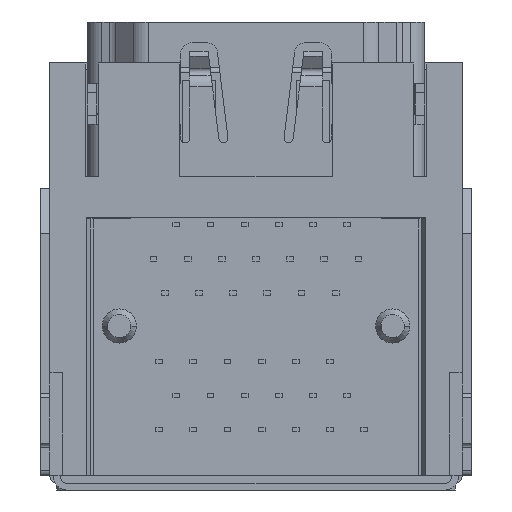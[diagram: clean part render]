
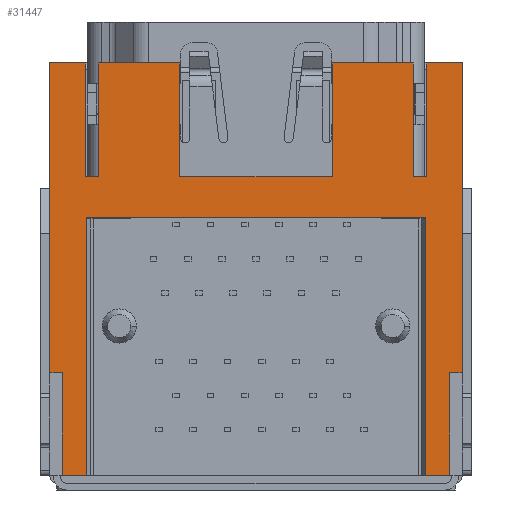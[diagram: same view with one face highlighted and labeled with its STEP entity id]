
A CAD part, front view. The second image highlights one B-rep face of the part: STEP entity #31447.
In plain terms, the highlighted planar face has unit normal (0, -1, 0).
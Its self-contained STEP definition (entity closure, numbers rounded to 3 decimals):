
#4758=DIRECTION('',(-1.,0.,0.));
#4759=VECTOR('',#4758,1.05);
#4760=CARTESIAN_POINT('',(8.5,-9.275,-19.9));
#4761=LINE('',#4760,#4759);
#4893=DIRECTION('',(-1.,0.,0.));
#4894=VECTOR('',#4893,1.05);
#4895=CARTESIAN_POINT('',(-7.45,-9.275,-19.9));
#4896=LINE('',#4895,#4894);
#5236=DIRECTION('',(0.,0.,-1.));
#5237=VECTOR('',#5236,13.6);
#5238=CARTESIAN_POINT('',(-9.05,-9.275,-1.8));
#5239=LINE('',#5238,#5237);
#5307=DIRECTION('',(0.,0.,1.));
#5308=VECTOR('',#5307,11.3);
#5309=CARTESIAN_POINT('',(-7.45,-9.275,-19.9));
#5310=LINE('',#5309,#5308);
#5314=DIRECTION('',(0.,0.,1.));
#5315=VECTOR('',#5314,4.5);
#5316=CARTESIAN_POINT('',(-8.5,-9.275,-19.9));
#5317=LINE('',#5316,#5315);
#5321=DIRECTION('',(1.,0.,0.));
#5322=VECTOR('',#5321,0.55);
#5323=CARTESIAN_POINT('',(-9.05,-9.275,-15.4));
#5324=LINE('',#5323,#5322);
#5328=DIRECTION('',(0.,0.,-1.));
#5329=VECTOR('',#5328,5.);
#5330=CARTESIAN_POINT('',(-6.9,-9.275,-1.8));
#5331=LINE('',#5330,#5329);
#5335=DIRECTION('',(0.,0.,-1.));
#5336=VECTOR('',#5335,5.);
#5337=CARTESIAN_POINT('',(3.35,-9.275,-1.8));
#5338=LINE('',#5337,#5336);
#5342=DIRECTION('',(0.,0.,-1.));
#5343=VECTOR('',#5342,5.);
#5344=CARTESIAN_POINT('',(7.475,-9.275,-1.8));
#5345=LINE('',#5344,#5343);
#5349=DIRECTION('',(-1.,0.,0.));
#5350=VECTOR('',#5349,0.55);
#5351=CARTESIAN_POINT('',(9.05,-9.275,-15.4));
#5352=LINE('',#5351,#5350);
#5356=DIRECTION('',(0.,0.,1.));
#5357=VECTOR('',#5356,4.5);
#5358=CARTESIAN_POINT('',(8.5,-9.275,-19.9));
#5359=LINE('',#5358,#5357);
#5363=DIRECTION('',(0.,0.,1.));
#5364=VECTOR('',#5363,11.3);
#5365=CARTESIAN_POINT('',(7.45,-9.275,-19.9));
#5366=LINE('',#5365,#5364);
#5370=DIRECTION('',(-1.,0.,0.));
#5371=VECTOR('',#5370,14.9);
#5372=CARTESIAN_POINT('',(7.45,-9.275,-8.6));
#5373=LINE('',#5372,#5371);
#8966=DIRECTION('',(1.,0.,0.));
#8967=VECTOR('',#8966,1.575);
#8968=CARTESIAN_POINT('',(-9.05,-9.275,-1.8));
#8969=LINE('',#8968,#8967);
#9016=DIRECTION('',(1.,0.,0.));
#9017=VECTOR('',#9016,1.575);
#9018=CARTESIAN_POINT('',(7.475,-9.275,-1.8));
#9019=LINE('',#9018,#9017);
#9073=DIRECTION('',(1.,0.,0.));
#9074=VECTOR('',#9073,3.55);
#9075=CARTESIAN_POINT('',(-6.9,-9.275,-1.8));
#9076=LINE('',#9075,#9074);
#9184=DIRECTION('',(1.,0.,0.));
#9185=VECTOR('',#9184,3.55);
#9186=CARTESIAN_POINT('',(3.35,-9.275,-1.8));
#9187=LINE('',#9186,#9185);
#9427=DIRECTION('',(1.,0.,0.));
#9428=VECTOR('',#9427,0.575);
#9429=CARTESIAN_POINT('',(-7.475,-9.275,-6.8));
#9430=LINE('',#9429,#9428);
#9441=DIRECTION('',(1.,0.,0.));
#9442=VECTOR('',#9441,6.7);
#9443=CARTESIAN_POINT('',(-3.35,-9.275,-6.8));
#9444=LINE('',#9443,#9442);
#9455=DIRECTION('',(1.,0.,0.));
#9456=VECTOR('',#9455,0.575);
#9457=CARTESIAN_POINT('',(6.9,-9.275,-6.8));
#9458=LINE('',#9457,#9456);
#12312=DIRECTION('',(0.,0.,1.));
#12313=VECTOR('',#12312,13.6);
#12314=CARTESIAN_POINT('',(9.05,-9.275,-15.4));
#12315=LINE('',#12314,#12313);
#15659=DIRECTION('',(0.,0.,-1.));
#15660=VECTOR('',#15659,5.);
#15661=CARTESIAN_POINT('',(-3.35,-9.275,-1.8));
#15662=LINE('',#15661,#15660);
#16157=DIRECTION('',(0.,0.,-1.));
#16158=VECTOR('',#16157,5.);
#16159=CARTESIAN_POINT('',(6.9,-9.275,-1.8));
#16160=LINE('',#16159,#16158);
#19924=DIRECTION('',(0.,0.,-1.));
#19925=VECTOR('',#19924,5.);
#19926=CARTESIAN_POINT('',(-7.475,-9.275,-1.8));
#19927=LINE('',#19926,#19925);
#25077=CARTESIAN_POINT('',(-9.05,-9.275,-1.8));
#25078=CARTESIAN_POINT('',(-7.475,-9.275,-1.8));
#25079=VERTEX_POINT('',#25077);
#25080=VERTEX_POINT('',#25078);
#25091=CARTESIAN_POINT('',(3.35,-9.275,-1.8));
#25092=CARTESIAN_POINT('',(6.9,-9.275,-1.8));
#25093=VERTEX_POINT('',#25091);
#25094=VERTEX_POINT('',#25092);
#25101=CARTESIAN_POINT('',(7.475,-9.275,-1.8));
#25102=CARTESIAN_POINT('',(9.05,-9.275,-1.8));
#25103=VERTEX_POINT('',#25101);
#25104=VERTEX_POINT('',#25102);
#25953=CARTESIAN_POINT('',(-7.475,-9.275,-6.8));
#25954=VERTEX_POINT('',#25953);
#25959=CARTESIAN_POINT('',(3.35,-9.275,-6.8));
#25960=VERTEX_POINT('',#25959);
#25961=CARTESIAN_POINT('',(6.9,-9.275,-6.8));
#25962=VERTEX_POINT('',#25961);
#25963=CARTESIAN_POINT('',(7.475,-9.275,-6.8));
#25964=VERTEX_POINT('',#25963);
#25975=CARTESIAN_POINT('',(-6.9,-9.275,-6.8));
#25976=VERTEX_POINT('',#25975);
#25977=CARTESIAN_POINT('',(-3.35,-9.275,-6.8));
#25978=VERTEX_POINT('',#25977);
#26161=CARTESIAN_POINT('',(9.05,-9.275,-15.4));
#26163=VERTEX_POINT('',#26161);
#26165=CARTESIAN_POINT('',(-9.05,-9.275,-15.4));
#26166=VERTEX_POINT('',#26165);
#26175=CARTESIAN_POINT('',(8.5,-9.275,-19.9));
#26177=VERTEX_POINT('',#26175);
#26185=CARTESIAN_POINT('',(-8.5,-9.275,-19.9));
#26186=VERTEX_POINT('',#26185);
#26187=CARTESIAN_POINT('',(-7.45,-9.275,-19.9));
#26188=CARTESIAN_POINT('',(-7.45,-9.275,-8.6));
#26189=VERTEX_POINT('',#26187);
#26190=VERTEX_POINT('',#26188);
#26191=CARTESIAN_POINT('',(7.45,-9.275,-19.9));
#26192=CARTESIAN_POINT('',(7.45,-9.275,-8.6));
#26193=VERTEX_POINT('',#26191);
#26194=VERTEX_POINT('',#26192);
#26195=CARTESIAN_POINT('',(8.5,-9.275,-15.4));
#26196=VERTEX_POINT('',#26195);
#26197=CARTESIAN_POINT('',(-8.5,-9.275,-15.4));
#26198=VERTEX_POINT('',#26197);
#27928=CARTESIAN_POINT('',(-6.9,-9.275,-1.8));
#27929=VERTEX_POINT('',#27928);
#27930=CARTESIAN_POINT('',(-3.35,-9.275,-1.8));
#27931=VERTEX_POINT('',#27930);
#31396=CARTESIAN_POINT('',(9.05,-9.275,-15.4));
#31397=DIRECTION('',(0.,-1.,0.));
#31398=DIRECTION('',(0.,0.,-1.));
#31399=AXIS2_PLACEMENT_3D('',#31396,#31397,#31398);
#31400=PLANE('',#31399);
#31402=ORIENTED_EDGE('',*,*,#31401,.F.);
#31403=ORIENTED_EDGE('',*,*,#31068,.T.);
#31405=ORIENTED_EDGE('',*,*,#31404,.T.);
#31406=ORIENTED_EDGE('',*,*,#31387,.F.);
#31407=ORIENTED_EDGE('',*,*,#31348,.F.);
#31409=ORIENTED_EDGE('',*,*,#31408,.T.);
#31411=ORIENTED_EDGE('',*,*,#31410,.T.);
#31413=ORIENTED_EDGE('',*,*,#31412,.T.);
#31415=ORIENTED_EDGE('',*,*,#31414,.F.);
#31417=ORIENTED_EDGE('',*,*,#31416,.T.);
#31419=ORIENTED_EDGE('',*,*,#31418,.T.);
#31421=ORIENTED_EDGE('',*,*,#31420,.T.);
#31423=ORIENTED_EDGE('',*,*,#31422,.F.);
#31425=ORIENTED_EDGE('',*,*,#31424,.T.);
#31427=ORIENTED_EDGE('',*,*,#31426,.T.);
#31429=ORIENTED_EDGE('',*,*,#31428,.T.);
#31431=ORIENTED_EDGE('',*,*,#31430,.F.);
#31433=ORIENTED_EDGE('',*,*,#31432,.T.);
#31435=ORIENTED_EDGE('',*,*,#31434,.F.);
#31437=ORIENTED_EDGE('',*,*,#31436,.T.);
#31439=ORIENTED_EDGE('',*,*,#31438,.F.);
#31440=ORIENTED_EDGE('',*,*,#31019,.T.);
#31442=ORIENTED_EDGE('',*,*,#31441,.T.);
#31444=ORIENTED_EDGE('',*,*,#31443,.T.);
#31445=EDGE_LOOP('',(#31402,#31403,#31405,#31406,#31407,#31409,#31411,#31413,
#31415,#31417,#31419,#31421,#31423,#31425,#31427,#31429,#31431,#31433,#31435,
#31437,#31439,#31440,#31442,#31444));
#31446=FACE_OUTER_BOUND('',#31445,.F.);
#31447=ADVANCED_FACE('',(#31446),#31400,.T.);
#31019=EDGE_CURVE('',#26177,#26193,#4761,.T.);
#31068=EDGE_CURVE('',#26189,#26186,#4896,.T.);
#31348=EDGE_CURVE('',#25079,#26166,#5239,.T.);
#31387=EDGE_CURVE('',#26166,#26198,#5324,.T.);
#31401=EDGE_CURVE('',#26189,#26190,#5310,.T.);
#31404=EDGE_CURVE('',#26186,#26198,#5317,.T.);
#31408=EDGE_CURVE('',#25079,#25080,#8969,.T.);
#31410=EDGE_CURVE('',#25080,#25954,#19927,.T.);
#31412=EDGE_CURVE('',#25954,#25976,#9430,.T.);
#31414=EDGE_CURVE('',#27929,#25976,#5331,.T.);
#31416=EDGE_CURVE('',#27929,#27931,#9076,.T.);
#31418=EDGE_CURVE('',#27931,#25978,#15662,.T.);
#31420=EDGE_CURVE('',#25978,#25960,#9444,.T.);
#31422=EDGE_CURVE('',#25093,#25960,#5338,.T.);
#31424=EDGE_CURVE('',#25093,#25094,#9187,.T.);
#31426=EDGE_CURVE('',#25094,#25962,#16160,.T.);
#31428=EDGE_CURVE('',#25962,#25964,#9458,.T.);
#31430=EDGE_CURVE('',#25103,#25964,#5345,.T.);
#31432=EDGE_CURVE('',#25103,#25104,#9019,.T.);
#31434=EDGE_CURVE('',#26163,#25104,#12315,.T.);
#31436=EDGE_CURVE('',#26163,#26196,#5352,.T.);
#31438=EDGE_CURVE('',#26177,#26196,#5359,.T.);
#31441=EDGE_CURVE('',#26193,#26194,#5366,.T.);
#31443=EDGE_CURVE('',#26194,#26190,#5373,.T.);
